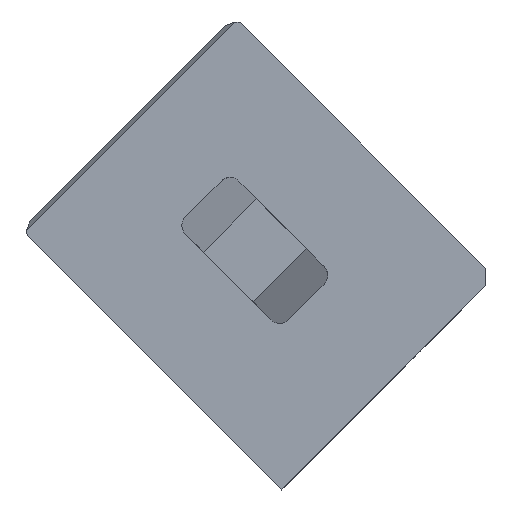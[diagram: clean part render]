
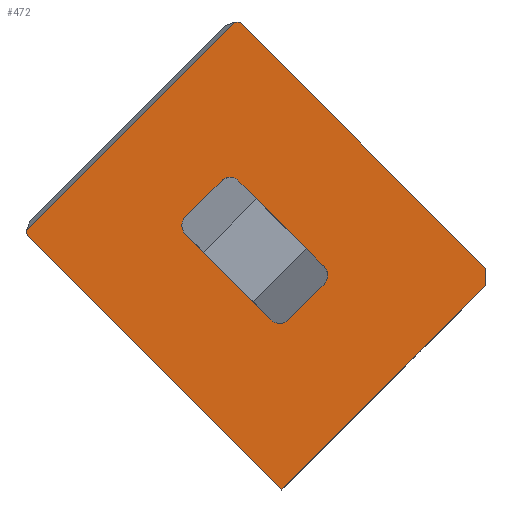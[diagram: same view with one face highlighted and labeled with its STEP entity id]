
A CAD part, front view. The second image highlights one B-rep face of the part: STEP entity #472.
In plain terms, the highlighted planar face has unit normal (0, -1, 0).
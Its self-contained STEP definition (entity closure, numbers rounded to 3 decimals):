
#15=FACE_BOUND('',#91,.T.);
#36=PLANE('',#527);
#63=FACE_OUTER_BOUND('',#90,.T.);
#90=EDGE_LOOP('',(#427,#428,#429,#430,#431,#432,#433));
#91=EDGE_LOOP('',(#434));
#127=LINE('',#746,#177);
#128=LINE('',#750,#178);
#135=LINE('',#764,#185);
#140=LINE('',#771,#190);
#141=LINE('',#773,#191);
#143=LINE('',#777,#193);
#147=LINE('',#794,#197);
#177=VECTOR('',#606,10.);
#178=VECTOR('',#609,10.);
#185=VECTOR('',#618,10.);
#190=VECTOR('',#627,10.);
#191=VECTOR('',#630,10.);
#193=VECTOR('',#634,10.);
#197=VECTOR('',#660,10.);
#203=CIRCLE('',#506,1.5);
#231=VERTEX_POINT('',#727);
#235=VERTEX_POINT('',#740);
#237=VERTEX_POINT('',#744);
#238=VERTEX_POINT('',#748);
#239=VERTEX_POINT('',#749);
#244=VERTEX_POINT('',#761);
#245=VERTEX_POINT('',#763);
#246=VERTEX_POINT('',#775);
#281=EDGE_CURVE('',#231,#231,#203,.F.);
#290=EDGE_CURVE('',#237,#235,#127,.T.);
#291=EDGE_CURVE('',#238,#239,#128,.T.);
#298=EDGE_CURVE('',#244,#245,#135,.T.);
#303=EDGE_CURVE('',#245,#237,#140,.T.);
#304=EDGE_CURVE('',#235,#238,#141,.T.);
#306=EDGE_CURVE('',#244,#246,#143,.T.);
#312=EDGE_CURVE('',#239,#246,#147,.T.);
#427=ORIENTED_EDGE('',*,*,#291,.F.);
#428=ORIENTED_EDGE('',*,*,#304,.F.);
#429=ORIENTED_EDGE('',*,*,#290,.F.);
#430=ORIENTED_EDGE('',*,*,#303,.F.);
#431=ORIENTED_EDGE('',*,*,#298,.F.);
#432=ORIENTED_EDGE('',*,*,#306,.T.);
#433=ORIENTED_EDGE('',*,*,#312,.F.);
#434=ORIENTED_EDGE('',*,*,#281,.F.);
#472=ADVANCED_FACE('',(#63,#15),#36,.T.);
#506=AXIS2_PLACEMENT_3D('',#729,#590,#591);
#527=AXIS2_PLACEMENT_3D('',#793,#658,#659);
#590=DIRECTION('center_axis',(0.,1.,0.));
#591=DIRECTION('ref_axis',(1.,0.,0.));
#606=DIRECTION('',(0.988,0.,-0.155));
#609=DIRECTION('',(0.,0.,-1.));
#618=DIRECTION('',(-0.155,0.,0.988));
#627=DIRECTION('',(0.707,0.,0.707));
#630=DIRECTION('',(0.707,0.,-0.707));
#634=DIRECTION('',(0.707,0.,-0.707));
#658=DIRECTION('center_axis',(0.,-1.,0.));
#659=DIRECTION('ref_axis',(-0.707,0.,-0.707));
#660=DIRECTION('',(-0.707,0.,-0.707));
#727=CARTESIAN_POINT('',(-45.452,28.,105.076));
#729=CARTESIAN_POINT('Origin',(-46.952,28.,105.076));
#740=CARTESIAN_POINT('',(-47.528,28.,114.137));
#744=CARTESIAN_POINT('',(-47.755,28.,114.173));
#746=CARTESIAN_POINT('',(-46.482,28.,113.974));
#748=CARTESIAN_POINT('',(-37.76,28.,104.369));
#749=CARTESIAN_POINT('',(-37.76,28.,103.662));
#750=CARTESIAN_POINT('',(-37.76,28.,109.319));
#761=CARTESIAN_POINT('',(-56.013,28.,105.652));
#763=CARTESIAN_POINT('',(-56.049,28.,105.879));
#764=CARTESIAN_POINT('',(-56.645,28.,109.693));
#771=CARTESIAN_POINT('',(-51.902,28.,110.026));
#773=CARTESIAN_POINT('',(-48.013,28.,114.622));
#775=CARTESIAN_POINT('',(-45.891,28.,95.53));
#777=CARTESIAN_POINT('',(-56.498,28.,106.137));
#793=CARTESIAN_POINT('Origin',(-48.013,28.,114.622));
#794=CARTESIAN_POINT('',(-45.891,28.,95.53));
